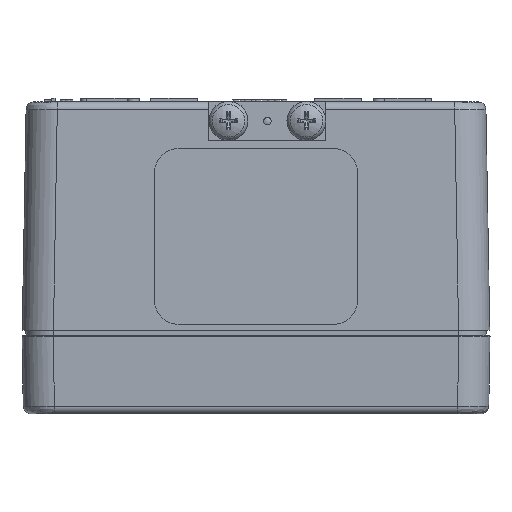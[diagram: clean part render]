
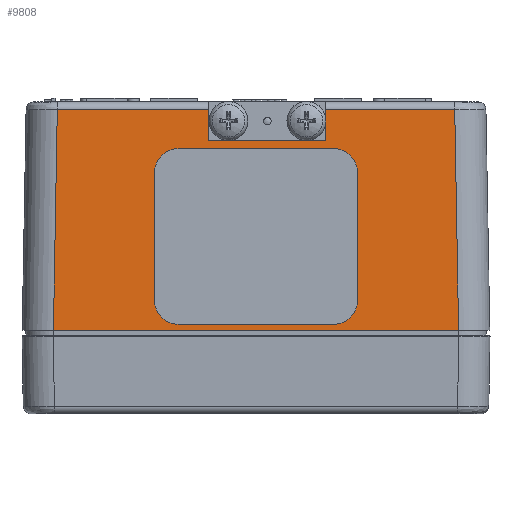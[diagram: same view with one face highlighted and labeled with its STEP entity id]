
A CAD part, left-side view. The second image highlights one B-rep face of the part: STEP entity #9808.
In plain terms, the highlighted planar face has unit normal (-1, 0, 0.018).
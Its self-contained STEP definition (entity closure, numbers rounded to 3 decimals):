
#939=CARTESIAN_POINT('',(0.873,80.0,50.01));
#940=VERTEX_POINT('',#939);
#947=CARTESIAN_POINT('',(0.768,86.0,44.011));
#948=VERTEX_POINT('',#947);
#949=CARTESIAN_POINT('',(0.768,80.0,44.011));
#950=DIRECTION('',(1.,0.,-0.017));
#951=DIRECTION('',(0.017,0.,1.));
#952=AXIS2_PLACEMENT_3D('',#949,#950,#951);
#953=CIRCLE('',#952,6.);
#954=EDGE_CURVE('',#948,#940,#953,.T.);
#979=CARTESIAN_POINT('',(0.192,86.,11.016));
#980=VERTEX_POINT('',#979);
#981=CARTESIAN_POINT('',(0.192,86.,11.016));
#982=DIRECTION('',(0.017,0.,1.));
#983=VECTOR('',#982,33.);
#984=LINE('',#981,#983);
#985=EDGE_CURVE('',#980,#948,#984,.T.);
#1011=CARTESIAN_POINT('',(0.088,80.,5.017));
#1012=VERTEX_POINT('',#1011);
#1013=CARTESIAN_POINT('',(0.192,80.,11.016));
#1014=DIRECTION('',(1.,0.0,-0.017));
#1015=DIRECTION('',(0.0,1.0,0.0));
#1016=AXIS2_PLACEMENT_3D('',#1013,#1014,#1015);
#1017=CIRCLE('',#1016,6.);
#1018=EDGE_CURVE('',#1012,#980,#1017,.T.);
#1045=CARTESIAN_POINT('',(0.768,34.0,44.011));
#1046=VERTEX_POINT('',#1045);
#1053=CARTESIAN_POINT('',(0.873,40.,50.01));
#1054=VERTEX_POINT('',#1053);
#1055=CARTESIAN_POINT('',(0.768,40.,44.011));
#1056=DIRECTION('',(1.,0.0,-0.017));
#1057=DIRECTION('',(0.0,-1.0,0.0));
#1058=AXIS2_PLACEMENT_3D('',#1055,#1056,#1057);
#1059=CIRCLE('',#1058,6.);
#1060=EDGE_CURVE('',#1054,#1046,#1059,.T.);
#1083=CARTESIAN_POINT('',(0.873,80.0,50.01));
#1084=DIRECTION('',(0.0,-1.0,0.0));
#1085=VECTOR('',#1084,40.);
#1086=LINE('',#1083,#1085);
#1087=EDGE_CURVE('',#940,#1054,#1086,.T.);
#1107=CARTESIAN_POINT('',(0.088,40.,5.017));
#1108=VERTEX_POINT('',#1107);
#1109=CARTESIAN_POINT('',(0.088,40.,5.017));
#1110=DIRECTION('',(0.0,1.0,0.0));
#1111=VECTOR('',#1110,40.);
#1112=LINE('',#1109,#1111);
#1113=EDGE_CURVE('',#1108,#1012,#1112,.T.);
#1139=CARTESIAN_POINT('',(0.192,34.,11.016));
#1140=VERTEX_POINT('',#1139);
#1141=CARTESIAN_POINT('',(0.192,40.,11.016));
#1142=DIRECTION('',(1.,0.,-0.017));
#1143=DIRECTION('',(-0.017,0.,-1.));
#1144=AXIS2_PLACEMENT_3D('',#1141,#1142,#1143);
#1145=CIRCLE('',#1144,6.);
#1146=EDGE_CURVE('',#1140,#1108,#1145,.T.);
#1169=CARTESIAN_POINT('',(0.768,34.0,44.011));
#1170=DIRECTION('',(-0.017,0.,-1.));
#1171=VECTOR('',#1170,33.);
#1172=LINE('',#1169,#1171);
#1173=EDGE_CURVE('',#1046,#1140,#1172,.T.);
#1217=CARTESIAN_POINT('',(1.022,57.061,58.535));
#1218=VERTEX_POINT('',#1217);
#1219=CARTESIAN_POINT('',(0.996,57.061,57.035));
#1220=DIRECTION('',(1.,0.,-0.017));
#1221=DIRECTION('',(0.017,0.,1.));
#1222=AXIS2_PLACEMENT_3D('',#1219,#1220,#1221);
#1223=CIRCLE('',#1222,1.5);
#1224=EDGE_CURVE('',#1218,#1218,#1223,.T.);
#1274=CARTESIAN_POINT('',(1.048,67.061,60.035));
#1275=VERTEX_POINT('',#1274);
#1276=CARTESIAN_POINT('',(0.996,67.061,57.035));
#1277=DIRECTION('',(1.,0.,-0.017));
#1278=DIRECTION('',(0.017,0.,1.));
#1279=AXIS2_PLACEMENT_3D('',#1276,#1277,#1278);
#1280=CIRCLE('',#1279,3.0);
#1281=EDGE_CURVE('',#1275,#1275,#1280,.T.);
#1331=CARTESIAN_POINT('',(1.048,47.061,60.035));
#1332=VERTEX_POINT('',#1331);
#1333=CARTESIAN_POINT('',(0.996,47.061,57.035));
#1334=DIRECTION('',(1.,0.,-0.017));
#1335=DIRECTION('',(0.017,0.,1.));
#1336=AXIS2_PLACEMENT_3D('',#1333,#1334,#1335);
#1337=CIRCLE('',#1336,3.0);
#1338=EDGE_CURVE('',#1332,#1332,#1337,.T.);
#2015=CARTESIAN_POINT('',(0.061,8.06,3.5));
#2016=VERTEX_POINT('',#2015);
#2026=CARTESIAN_POINT('',(0.061,111.94,3.5));
#2027=VERTEX_POINT('',#2026);
#2028=CARTESIAN_POINT('',(0.061,111.94,3.5));
#2029=DIRECTION('',(0.0,-1.0,0.0));
#2030=VECTOR('',#2029,103.88);
#2031=LINE('',#2028,#2030);
#2032=EDGE_CURVE('',#2027,#2016,#2031,.T.);
#9759=CARTESIAN_POINT('',(0.,0.0,0.0));
#9760=DIRECTION('',(-1.,0.,0.017));
#9761=DIRECTION('',(0.0,-1.0,0.0));
#9762=AXIS2_PLACEMENT_3D('',#9759,#9760,#9761);
#9763=PLANE('',#9762);
#9764=ORIENTED_EDGE('',*,*,#2032,.T.);
#9765=CARTESIAN_POINT('',(1.048,9.047,60.035));
#9766=VERTEX_POINT('',#9765);
#9767=CARTESIAN_POINT('',(1.048,9.047,60.035));
#9768=DIRECTION('',(-0.017,-0.017,-1.));
#9769=VECTOR('',#9768,56.552);
#9770=LINE('',#9767,#9769);
#9771=EDGE_CURVE('',#9766,#2016,#9770,.T.);
#9772=ORIENTED_EDGE('',*,*,#9771,.F.);
#9773=CARTESIAN_POINT('',(1.048,110.953,60.035));
#9774=VERTEX_POINT('',#9773);
#9775=CARTESIAN_POINT('',(1.048,110.953,60.035));
#9776=DIRECTION('',(0.0,-1.0,0.0));
#9777=VECTOR('',#9776,101.907);
#9778=LINE('',#9775,#9777);
#9779=EDGE_CURVE('',#9774,#9766,#9778,.T.);
#9780=ORIENTED_EDGE('',*,*,#9779,.F.);
#9781=CARTESIAN_POINT('',(0.061,111.94,3.5));
#9782=DIRECTION('',(0.017,-0.017,1.));
#9783=VECTOR('',#9782,56.552);
#9784=LINE('',#9781,#9783);
#9785=EDGE_CURVE('',#2027,#9774,#9784,.T.);
#9786=ORIENTED_EDGE('',*,*,#9785,.F.);
#9787=EDGE_LOOP('',(#9764,#9772,#9780,#9786));
#9788=FACE_OUTER_BOUND('',#9787,.T.);
#9789=ORIENTED_EDGE('',*,*,#1060,.T.);
#9790=ORIENTED_EDGE('',*,*,#1173,.T.);
#9791=ORIENTED_EDGE('',*,*,#1146,.T.);
#9792=ORIENTED_EDGE('',*,*,#1113,.T.);
#9793=ORIENTED_EDGE('',*,*,#1018,.T.);
#9794=ORIENTED_EDGE('',*,*,#985,.T.);
#9795=ORIENTED_EDGE('',*,*,#954,.T.);
#9796=ORIENTED_EDGE('',*,*,#1087,.T.);
#9797=EDGE_LOOP('',(#9789,#9790,#9791,#9792,#9793,#9794,#9795,#9796));
#9798=FACE_BOUND('',#9797,.T.);
#9799=ORIENTED_EDGE('',*,*,#1224,.T.);
#9800=EDGE_LOOP('',(#9799));
#9801=FACE_BOUND('',#9800,.T.);
#9802=ORIENTED_EDGE('',*,*,#1281,.T.);
#9803=EDGE_LOOP('',(#9802));
#9804=FACE_BOUND('',#9803,.T.);
#9805=ORIENTED_EDGE('',*,*,#1338,.T.);
#9806=EDGE_LOOP('',(#9805));
#9807=FACE_BOUND('',#9806,.T.);
#9808=ADVANCED_FACE('',(#9788,#9798,#9801,#9804,#9807),#9763,.T.);
